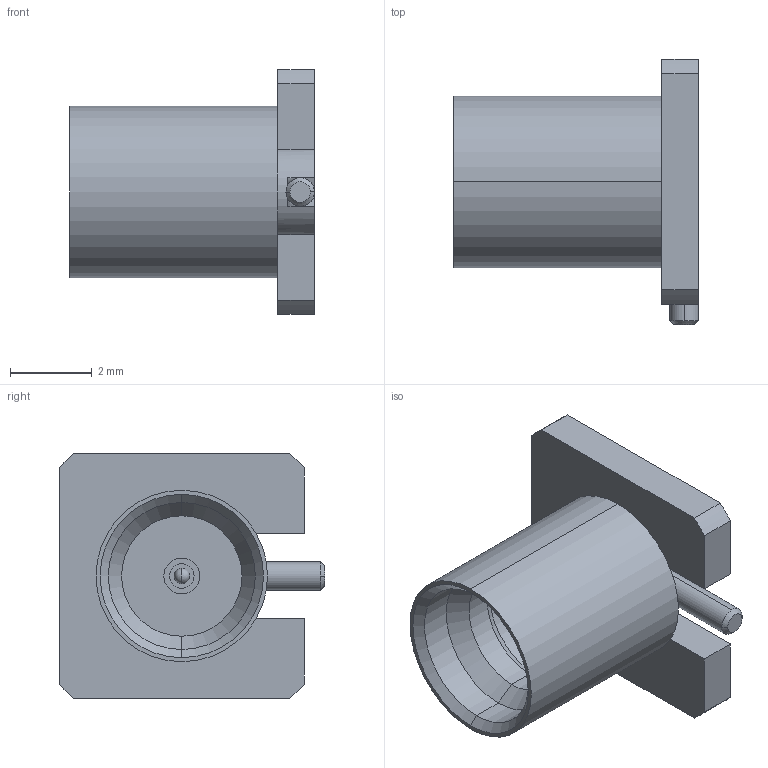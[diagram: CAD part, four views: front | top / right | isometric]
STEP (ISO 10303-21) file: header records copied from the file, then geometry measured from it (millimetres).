
FILE_DESCRIPTION (( 'STEP AP214' ), '1' );
FILE_NAME ('FMCN5240_3D.step', '2024-07-31T17:08:20', ( '' ), ( '' ), 'SwSTEP 2.0', 'SolidWorks 2022', '' );
FILE_SCHEMA (( 'AUTOMOTIVE_DESIGN' ));
Length unit declared in the file: inch
Products named in the file (4): Copy of 1.igs_7^FMCN5240; FMCN5240_3D; Copy of 3.igs_7^FMCN5240; Copy of 22.igs^FMCN5240
Assembly tree (3 placements, depth 2):
  FMCN5240_3D
    Copy of 1.igs_7^FMCN5240
    Copy of 3.igs_7^FMCN5240
    Copy of 22.igs^FMCN5240
Bounding box: 6 x 6.5 x 6 mm (x, y, z)
Volume: 75.5 mm3; surface area: 251.9 mm2
Topology: 3 solids, 3 shells, 66 faces, 158 edges, 99 vertices
Faces by surface type: cylinder 30, plane 22, cone 10, torus 2, sphere 2
Entity records: 2931 total; most frequent: DIRECTION 380, CARTESIAN_POINT 323, ORIENTED_EDGE 308, AXIS2_PLACEMENT_3D 154, EDGE_CURVE 154, VERTEX_POINT 97, CIRCLE 82, LENGTH_MEASURE_WITH_UNIT 75
